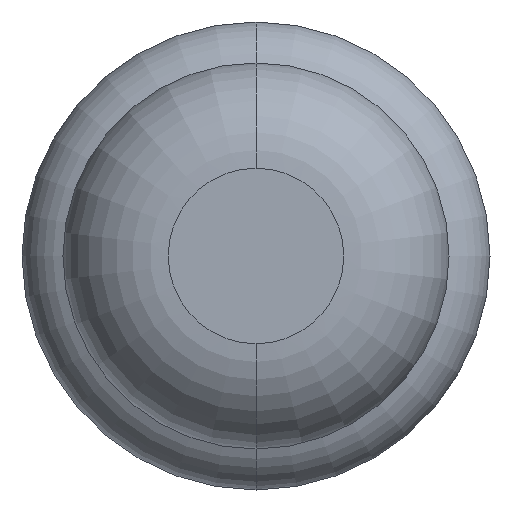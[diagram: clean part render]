
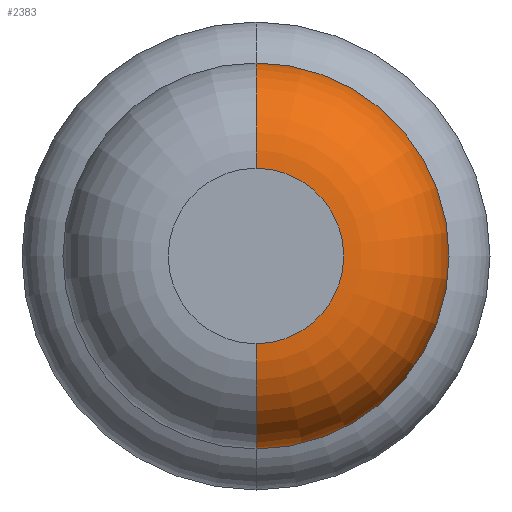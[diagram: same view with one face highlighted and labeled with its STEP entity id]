
A CAD part, front view. The second image highlights one B-rep face of the part: STEP entity #2383.
In plain terms, the highlighted toroidal (fillet/blend) face has major radius 0.375 mm and minor radius 0.45 mm.
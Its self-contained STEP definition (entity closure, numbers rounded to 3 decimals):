
#400 = CARTESIAN_POINT ( 'NONE',  ( 0., -29.95, -0.375 ) ) ;
#574 = AXIS2_PLACEMENT_3D ( 'NONE', #400, #3487, #3831 ) ;
#847 = EDGE_CURVE ( 'Defeature ausgef�hrt1_6+Defeature ausgef�hrt1_5+Defeature ausgef�hrt1_5+Defeature ausgef�hrt1_5', #4431, #3353, #2394, .T. ) ;
#901 = CARTESIAN_POINT ( 'NONE',  ( 0., -30.4, 0.375 ) ) ;
#921 = TOROIDAL_SURFACE ( 'NONE', #4124, 0.375, 0.45 ) ;
#932 = DIRECTION ( 'NONE',  ( 0., 0., 1. ) ) ;
#1217 = CARTESIAN_POINT ( 'NONE',  ( 0., -30.4, -0.375 ) ) ;
#1236 = AXIS2_PLACEMENT_3D ( 'NONE', #3209, #1863, #3563 ) ;
#1359 = CIRCLE ( 'NONE', #1236, 0.45 ) ;
#1366 = VERTEX_POINT ( 'NONE', #2809 ) ;
#1425 = EDGE_CURVE ( 'NONE', #3353, #3573, #3253, .T. ) ;
#1484 = ORIENTED_EDGE ( 'NONE', *, *, #3355, .F. ) ;
#1537 = DIRECTION ( 'NONE',  ( 0., 1., 0. ) ) ;
#1836 = ORIENTED_EDGE ( 'NONE', *, *, #1425, .T. ) ;
#1863 = DIRECTION ( 'NONE',  ( -1., 0., 0. ) ) ;
#2264 = DIRECTION ( 'NONE',  ( 0., 1., 0. ) ) ;
#2312 = CARTESIAN_POINT ( 'NONE',  ( 0., -30.4, 0. ) ) ;
#2383 = ADVANCED_FACE ( 'Defeature ausgef�hrt1_6', ( #2869 ), #921, .T. ) ;
#2394 = CIRCLE ( 'NONE', #4319, 0.375 ) ;
#2480 = CARTESIAN_POINT ( 'NONE',  ( 0., -29.95, -0.825 ) ) ;
#2612 = DIRECTION ( 'NONE',  ( 0., 0., 1. ) ) ;
#2809 = CARTESIAN_POINT ( 'NONE',  ( 0., -29.95, 0.825 ) ) ;
#2869 = FACE_OUTER_BOUND ( 'NONE', #3411, .T. ) ;
#3000 = DIRECTION ( 'NONE',  ( 0., 1., 0. ) ) ;
#3209 = CARTESIAN_POINT ( 'NONE',  ( 0., -29.95, 0.375 ) ) ;
#3221 = EDGE_CURVE ( 'NONE', #4431, #1366, #1359, .T. ) ;
#3230 = DIRECTION ( 'NONE',  ( 0., 0., 1. ) ) ;
#3253 = CIRCLE ( 'NONE', #574, 0.45 ) ;
#3353 = VERTEX_POINT ( 'NONE', #1217 ) ;
#3355 = EDGE_CURVE ( 'Defeature ausgef�hrt1_7+Defeature ausgef�hrt1_6+Defeature ausgef�hrt1_6+Defeature ausgef�hrt1_6', #1366, #3573, #3718, .T. ) ;
#3411 = EDGE_LOOP ( 'NONE', ( #3837, #1836, #1484, #3532 ) ) ;
#3487 = DIRECTION ( 'NONE',  ( 1., 0., 0. ) ) ;
#3532 = ORIENTED_EDGE ( 'NONE', *, *, #3221, .F. ) ;
#3563 = DIRECTION ( 'NONE',  ( 0., 0., 1. ) ) ;
#3573 = VERTEX_POINT ( 'NONE', #2480 ) ;
#3718 = CIRCLE ( 'NONE', #4298, 0.825 ) ;
#3831 = DIRECTION ( 'NONE',  ( 0., 0., -1. ) ) ;
#3837 = ORIENTED_EDGE ( 'NONE', *, *, #847, .T. ) ;
#3966 = CARTESIAN_POINT ( 'NONE',  ( 0., -29.95, 0. ) ) ;
#4124 = AXIS2_PLACEMENT_3D ( 'NONE', #4255, #1537, #3230 ) ;
#4255 = CARTESIAN_POINT ( 'NONE',  ( 0., -29.95, 0. ) ) ;
#4298 = AXIS2_PLACEMENT_3D ( 'NONE', #3966, #2264, #2612 ) ;
#4319 = AXIS2_PLACEMENT_3D ( 'NONE', #2312, #3000, #932 ) ;
#4431 = VERTEX_POINT ( 'NONE', #901 ) ;
